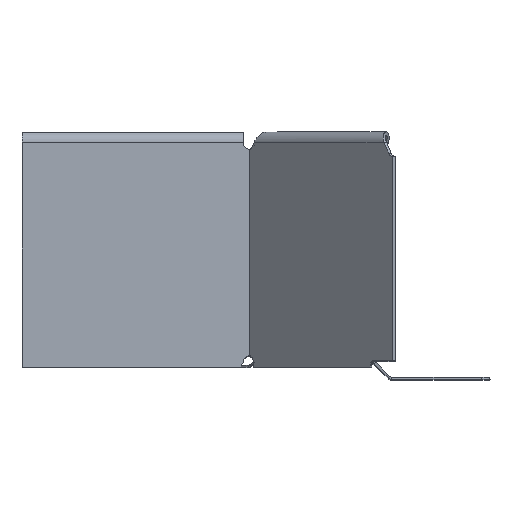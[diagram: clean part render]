
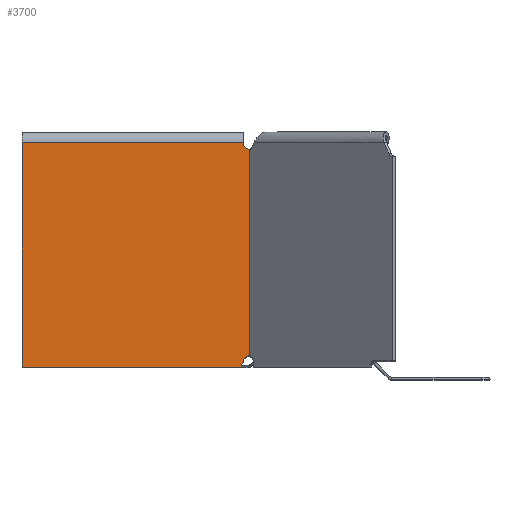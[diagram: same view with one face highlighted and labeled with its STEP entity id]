
A CAD part, top view. The second image highlights one B-rep face of the part: STEP entity #3700.
In plain terms, the highlighted face is planar.
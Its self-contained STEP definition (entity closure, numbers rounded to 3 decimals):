
#50 = VERTEX_POINT ( 'NONE', #2088 ) ;
#59 = CARTESIAN_POINT ( 'NONE',  ( -206.54, 78.25, -6.75 ) ) ;
#72 = ORIENTED_EDGE ( 'NONE', *, *, #2126, .F. ) ;
#84 = DIRECTION ( 'NONE',  ( 0., 0., -1. ) ) ;
#132 = EDGE_CURVE ( 'NONE', #5175, #3786, #1195, .T. ) ;
#211 = CARTESIAN_POINT ( 'NONE',  ( -78.98, 3.969, -6.75 ) ) ;
#345 = LINE ( 'NONE', #797, #4988 ) ;
#380 = CARTESIAN_POINT ( 'NONE',  ( -79.187, 76.031, -6.75 ) ) ;
#428 = FACE_OUTER_BOUND ( 'NONE', #5163, .T. ) ;
#432 = CARTESIAN_POINT ( 'NONE',  ( -76.8, 1.189, -6.75 ) ) ;
#446 = EDGE_CURVE ( 'NONE', #4963, #5031, #2199, .T. ) ;
#489 = VERTEX_POINT ( 'NONE', #5712 ) ;
#524 = VECTOR ( 'NONE', #3309, 1000. ) ;
#538 = CARTESIAN_POINT ( 'NONE',  ( -76.949, 1.47, -6.75 ) ) ;
#602 = B_SPLINE_CURVE_WITH_KNOTS ( 'NONE', 3,
 ( #985, #538, #432, #3115, #1364, #880 ),
 .UNSPECIFIED., .F., .F.,
 ( 4, 2, 4 ),
 ( 0.001, 0.002, 0.003 ),
 .UNSPECIFIED. ) ;
#628 = CARTESIAN_POINT ( 'NONE',  ( -206.54, 0., -6.75 ) ) ;
#641 = VECTOR ( 'NONE', #1862, 1000. ) ;
#668 = ORIENTED_EDGE ( 'NONE', *, *, #1798, .F. ) ;
#797 = CARTESIAN_POINT ( 'NONE',  ( -79.187, 0., -6.75 ) ) ;
#880 = CARTESIAN_POINT ( 'NONE',  ( -76.361, 0., -6.75 ) ) ;
#894 = CARTESIAN_POINT ( 'NONE',  ( -79.35, 78.25, -6.75 ) ) ;
#949 = ORIENTED_EDGE ( 'NONE', *, *, #1248, .T. ) ;
#985 = CARTESIAN_POINT ( 'NONE',  ( -77.1, 1.75, -6.75 ) ) ;
#1042 = VERTEX_POINT ( 'NONE', #380 ) ;
#1096 = LINE ( 'NONE', #5022, #524 ) ;
#1193 = AXIS2_PLACEMENT_3D ( 'NONE', #894, #4350, #2680 ) ;
#1195 = LINE ( 'NONE', #2987, #4322 ) ;
#1240 = VERTEX_POINT ( 'NONE', #3804 ) ;
#1248 = EDGE_CURVE ( 'NONE', #5289, #4081, #1096, .T. ) ;
#1335 = CARTESIAN_POINT ( 'NONE',  ( -206.54, 0., -6.75 ) ) ;
#1364 = CARTESIAN_POINT ( 'NONE',  ( -76.442, 0.304, -6.75 ) ) ;
#1479 = DIRECTION ( 'NONE',  ( 0., 1., 0. ) ) ;
#1539 = DIRECTION ( 'NONE',  ( 0., 1., 0. ) ) ;
#1648 = CIRCLE ( 'NONE', #5705, 2.25 ) ;
#1662 = AXIS2_PLACEMENT_3D ( 'NONE', #1335, #2186, #1764 ) ;
#1702 = CARTESIAN_POINT ( 'NONE',  ( -77.1, 78.25, -6.75 ) ) ;
#1764 = DIRECTION ( 'NONE',  ( 0., 1., 0. ) ) ;
#1798 = EDGE_CURVE ( 'NONE', #5175, #50, #1648, .T. ) ;
#1862 = DIRECTION ( 'NONE',  ( -1., 0., 0. ) ) ;
#1985 = DIRECTION ( 'NONE',  ( -1., 0., 0. ) ) ;
#2066 = CARTESIAN_POINT ( 'NONE',  ( 0., 0., -6.75 ) ) ;
#2088 = CARTESIAN_POINT ( 'NONE',  ( -77.1, 1.75, -6.75 ) ) ;
#2126 = EDGE_CURVE ( 'NONE', #1042, #3786, #345, .T. ) ;
#2171 = DIRECTION ( 'NONE',  ( -1., 0., 0. ) ) ;
#2186 = DIRECTION ( 'NONE',  ( 0., 0., 1. ) ) ;
#2199 = CIRCLE ( 'NONE', #1193, 2.25 ) ;
#2319 = EDGE_CURVE ( 'NONE', #4081, #489, #3689, .T. ) ;
#2345 = CARTESIAN_POINT ( 'NONE',  ( 0., 0., -6.75 ) ) ;
#2378 = CARTESIAN_POINT ( 'NONE',  ( -79.187, 3.969, -6.75 ) ) ;
#2543 = PLANE ( 'NONE',  #1662 ) ;
#2557 = LINE ( 'NONE', #4344, #641 ) ;
#2582 = VECTOR ( 'NONE', #1539, 1000. ) ;
#2680 = DIRECTION ( 'NONE',  ( 0., 1., 0. ) ) ;
#2758 = LINE ( 'NONE', #59, #4148 ) ;
#2812 = CARTESIAN_POINT ( 'NONE',  ( -79.35, 1.75, -6.75 ) ) ;
#2881 = ORIENTED_EDGE ( 'NONE', *, *, #2319, .T. ) ;
#2987 = CARTESIAN_POINT ( 'NONE',  ( -78.98, 3.969, -6.75 ) ) ;
#3038 = EDGE_CURVE ( 'NONE', #4963, #1240, #2758, .T. ) ;
#3115 = CARTESIAN_POINT ( 'NONE',  ( -76.547, 0.606, -6.75 ) ) ;
#3309 = DIRECTION ( 'NONE',  ( 0., -1., 0. ) ) ;
#3689 = LINE ( 'NONE', #628, #3876 ) ;
#3700 = ADVANCED_FACE ( 'NONE', ( #428 ), #2543, .F. ) ;
#3758 = LINE ( 'NONE', #2066, #2582 ) ;
#3786 = VERTEX_POINT ( 'NONE', #2378 ) ;
#3804 = CARTESIAN_POINT ( 'NONE',  ( 0., 78.25, -6.75 ) ) ;
#3876 = VECTOR ( 'NONE', #1985, 1000. ) ;
#4081 = VERTEX_POINT ( 'NONE', #2345 ) ;
#4101 = CARTESIAN_POINT ( 'NONE',  ( -78.98, 76.031, -6.75 ) ) ;
#4148 = VECTOR ( 'NONE', #4866, 1000. ) ;
#4291 = ORIENTED_EDGE ( 'NONE', *, *, #446, .F. ) ;
#4322 = VECTOR ( 'NONE', #2171, 1000. ) ;
#4344 = CARTESIAN_POINT ( 'NONE',  ( -206.54, 76.031, -6.75 ) ) ;
#4350 = DIRECTION ( 'NONE',  ( 0., 0., -1. ) ) ;
#4369 = ORIENTED_EDGE ( 'NONE', *, *, #3038, .T. ) ;
#4709 = ORIENTED_EDGE ( 'NONE', *, *, #5586, .F. ) ;
#4813 = CARTESIAN_POINT ( 'NONE',  ( 0., 1.75, -6.75 ) ) ;
#4858 = DIRECTION ( 'NONE',  ( 0., -1., 0. ) ) ;
#4866 = DIRECTION ( 'NONE',  ( 1., 0., 0. ) ) ;
#4915 = ORIENTED_EDGE ( 'NONE', *, *, #5148, .F. ) ;
#4943 = ORIENTED_EDGE ( 'NONE', *, *, #5300, .F. ) ;
#4963 = VERTEX_POINT ( 'NONE', #1702 ) ;
#4988 = VECTOR ( 'NONE', #4858, 1000. ) ;
#5015 = ORIENTED_EDGE ( 'NONE', *, *, #132, .T. ) ;
#5022 = CARTESIAN_POINT ( 'NONE',  ( 0., 1.75, -6.75 ) ) ;
#5031 = VERTEX_POINT ( 'NONE', #4101 ) ;
#5148 = EDGE_CURVE ( 'NONE', #5289, #1240, #3758, .T. ) ;
#5163 = EDGE_LOOP ( 'NONE', ( #668, #5015, #72, #4943, #4291, #4369, #4915, #949, #2881, #4709 ) ) ;
#5175 = VERTEX_POINT ( 'NONE', #211 ) ;
#5289 = VERTEX_POINT ( 'NONE', #4813 ) ;
#5300 = EDGE_CURVE ( 'NONE', #5031, #1042, #2557, .T. ) ;
#5586 = EDGE_CURVE ( 'NONE', #50, #489, #602, .T. ) ;
#5705 = AXIS2_PLACEMENT_3D ( 'NONE', #2812, #84, #1479 ) ;
#5712 = CARTESIAN_POINT ( 'NONE',  ( -76.361, 0., -6.75 ) ) ;
